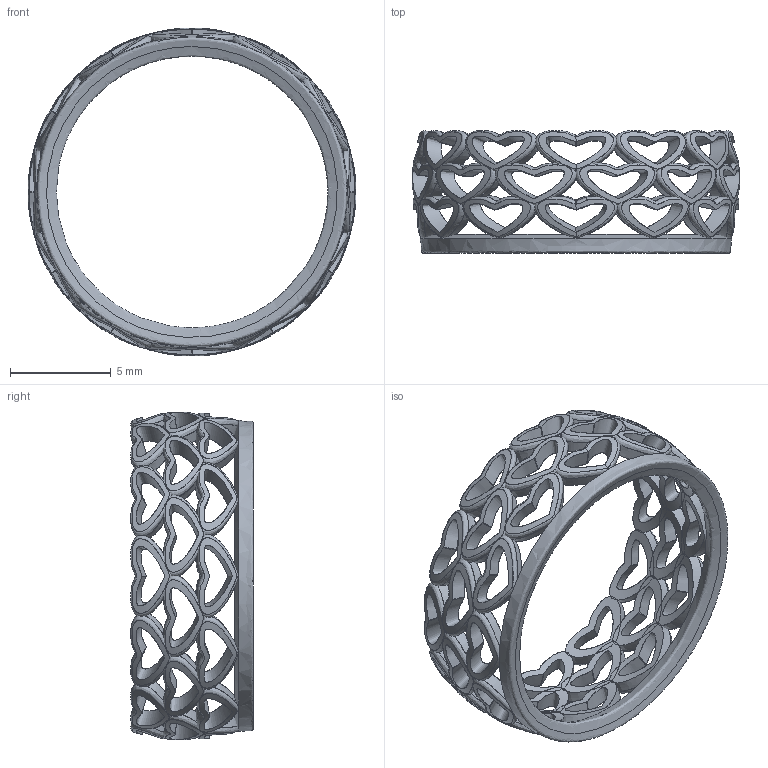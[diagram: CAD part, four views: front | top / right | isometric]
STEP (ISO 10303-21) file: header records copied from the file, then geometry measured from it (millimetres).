
FILE_DESCRIPTION(('FreeCAD Model'),'2;1');
FILE_NAME('Open CASCADE Shape Model','2025-05-04T11:50:22',('FreeCAD'),( 'FreeCAD'),'Open CASCADE STEP processor 7.6','FreeCAD','Unknown');
FILE_SCHEMA(('AUTOMOTIVE_DESIGN { 1 0 10303 214 1 1 1 1 }'));
Products named in the file (1): Open CASCADE STEP translator 7.6 1
Bounding box: 16.23 x 6.06 x 16.23 mm (x, y, z)
Surface area: 863 mm2 (no closed solid volume)
Topology: 0 solids, 269 shells, 269 faces, 6554 edges, 6486 vertices
Faces by surface type: bspline 269
Entity records: 118077 total; most frequent: CARTESIAN_POINT 90129, ORIENTED_EDGE 6612, B_SPLINE_CURVE_WITH_KNOTS 6544, EDGE_CURVE 6541, VERTEX_POINT 6470, FACE_BOUND 337, EDGE_LOOP 337, SHELL_BASED_SURFACE_MODEL 269
